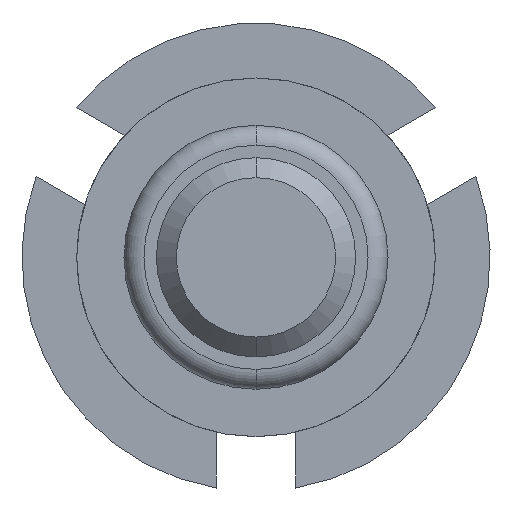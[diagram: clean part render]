
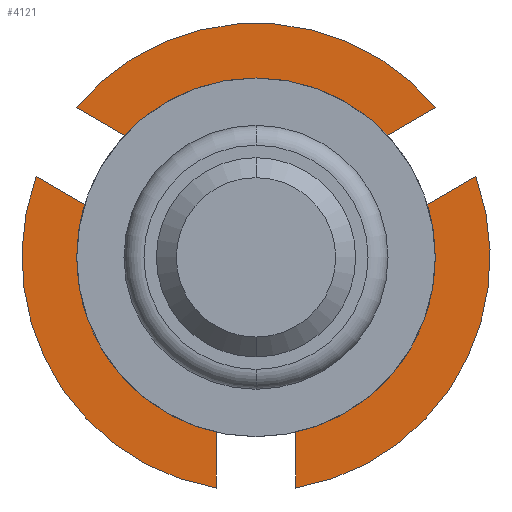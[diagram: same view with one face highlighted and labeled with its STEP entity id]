
A CAD part, front view. The second image highlights one B-rep face of the part: STEP entity #4121.
In plain terms, the highlighted planar face has unit normal (0, -1, 0).
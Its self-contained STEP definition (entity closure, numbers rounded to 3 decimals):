
#3 = VECTOR ( 'NONE', #3118, 1000. ) ;
#5 = DIRECTION ( 'NONE',  ( 0.5, 0., 0.866 ) ) ;
#9 = CIRCLE ( 'NONE', #369, 2.35 ) ;
#41 = CARTESIAN_POINT ( 'NONE',  ( -0.4, 5.5, -2.316 ) ) ;
#113 = FACE_OUTER_BOUND ( 'NONE', #2109, .T. ) ;
#134 = EDGE_CURVE ( 'Defeature ausgef�hrt4_30+Defeature ausgef�hrt4_26+Defeature ausgef�hrt4_27+Defeature ausgef�hrt4_29', #957, #3607, #3968, .T. ) ;
#193 = VERTEX_POINT ( 'NONE', #1911 ) ;
#255 = EDGE_CURVE ( 'Defeature ausgef�hrt4_36+Defeature ausgef�hrt4_26+Defeature ausgef�hrt4_37+Defeature ausgef�hrt4_35', #1690, #1011, #2535, .T. ) ;
#272 = CARTESIAN_POINT ( 'NONE',  ( 1.805, 5.5, 1.504 ) ) ;
#315 = CARTESIAN_POINT ( 'NONE',  ( 0., 5.5, 0. ) ) ;
#326 = CARTESIAN_POINT ( 'NONE',  ( 0.4, 5.5, -2.316 ) ) ;
#331 = EDGE_CURVE ( 'Defeature ausgef�hrt4_34+Defeature ausgef�hrt4_26+Defeature ausgef�hrt4_35+Defeature ausgef�hrt4_43', #2949, #4158, #3453, .T. ) ;
#369 = AXIS2_PLACEMENT_3D ( 'NONE', #1849, #3939, #2235 ) ;
#394 = EDGE_CURVE ( 'Defeature ausgef�hrt4_37+Defeature ausgef�hrt4_26+Defeature ausgef�hrt4_20+Defeature ausgef�hrt4_36', #942, #1690, #1649, .T. ) ;
#483 = ORIENTED_EDGE ( 'NONE', *, *, #394, .F. ) ;
#528 = CARTESIAN_POINT ( 'NONE',  ( 0., 5.5, -1.6 ) ) ;
#543 = ORIENTED_EDGE ( 'NONE', *, *, #941, .F. ) ;
#597 = ORIENTED_EDGE ( 'NONE', *, *, #255, .F. ) ;
#672 = DIRECTION ( 'NONE',  ( -0.839, 0., -0.545 ) ) ;
#745 = CARTESIAN_POINT ( 'NONE',  ( 0.2, 5.5, -0.346 ) ) ;
#775 = VECTOR ( 'NONE', #1816, 1000. ) ;
#904 = DIRECTION ( 'NONE',  ( -0.866, 0., 0.5 ) ) ;
#924 = VECTOR ( 'NONE', #904, 1000. ) ;
#931 = DIRECTION ( 'NONE',  ( 0.866, 0., -0.5 ) ) ;
#941 = EDGE_CURVE ( 'Defeature ausgef�hrt4_42+Defeature ausgef�hrt4_26+Defeature ausgef�hrt4_43+Defeature ausgef�hrt4_41', #3313, #2303, #1006, .T. ) ;
#942 = VERTEX_POINT ( 'NONE', #326 ) ;
#957 = VERTEX_POINT ( 'NONE', #2146 ) ;
#997 = CARTESIAN_POINT ( 'NONE',  ( -1.386, 5.5, 0.8 ) ) ;
#1006 = LINE ( 'NONE', #997, #1912 ) ;
#1011 = VERTEX_POINT ( 'NONE', #2480 ) ;
#1012 = DIRECTION ( 'NONE',  ( 0., 1., 0. ) ) ;
#1054 = CARTESIAN_POINT ( 'NONE',  ( 0., 5.5, 1.075 ) ) ;
#1114 = CARTESIAN_POINT ( 'NONE',  ( 1.386, 5.5, 0.8 ) ) ;
#1141 = CARTESIAN_POINT ( 'NONE',  ( 0., 5.5, -1.075 ) ) ;
#1160 = LINE ( 'NONE', #1114, #2932 ) ;
#1190 = EDGE_CURVE ( 'Defeature ausgef�hrt4_40+Defeature ausgef�hrt4_26+Defeature ausgef�hrt4_19+Defeature ausgef�hrt4_39', #3280, #193, #1905, .T. ) ;
#1198 = DIRECTION ( 'NONE',  ( -1., 0., 0. ) ) ;
#1215 = AXIS2_PLACEMENT_3D ( 'NONE', #3415, #4375, #2333 ) ;
#1233 = DIRECTION ( 'NONE',  ( 0.839, 0., 0.545 ) ) ;
#1250 = DIRECTION ( 'NONE',  ( -0.839, 0., 0.545 ) ) ;
#1282 = CARTESIAN_POINT ( 'NONE',  ( -2.205, 5.5, 0.811 ) ) ;
#1302 = LINE ( 'NONE', #3012, #2204 ) ;
#1308 = CARTESIAN_POINT ( 'NONE',  ( 0.4, 5.5, -1.6 ) ) ;
#1361 = FACE_BOUND ( 'NONE', #2347, .T. ) ;
#1451 = VERTEX_POINT ( 'NONE', #4276 ) ;
#1469 = LINE ( 'NONE', #745, #3 ) ;
#1510 = DIRECTION ( 'NONE',  ( 0.5, 0., -0.866 ) ) ;
#1545 = PLANE ( 'NONE',  #1215 ) ;
#1594 = CARTESIAN_POINT ( 'NONE',  ( -1.586, 5.5, 0.454 ) ) ;
#1649 = LINE ( 'NONE', #2003, #2288 ) ;
#1673 = ORIENTED_EDGE ( 'NONE', *, *, #4148, .F. ) ;
#1681 = DIRECTION ( 'NONE',  ( 0., 1., 0. ) ) ;
#1690 = VERTEX_POINT ( 'NONE', #1308 ) ;
#1724 = ORIENTED_EDGE ( 'NONE', *, *, #2810, .F. ) ;
#1729 = VECTOR ( 'NONE', #1198, 1000. ) ;
#1772 = VERTEX_POINT ( 'NONE', #1054 ) ;
#1816 = DIRECTION ( 'NONE',  ( 0.839, 0., -0.545 ) ) ;
#1848 = ORIENTED_EDGE ( 'NONE', *, *, #4095, .F. ) ;
#1849 = CARTESIAN_POINT ( 'NONE',  ( 0., 5.5, 0. ) ) ;
#1873 = CARTESIAN_POINT ( 'NONE',  ( 1.655, 5.5, 0. ) ) ;
#1905 = LINE ( 'NONE', #2293, #3837 ) ;
#1911 = CARTESIAN_POINT ( 'NONE',  ( 1.186, 5.5, 1.146 ) ) ;
#1912 = VECTOR ( 'NONE', #5, 1000. ) ;
#1914 = ORIENTED_EDGE ( 'NONE', *, *, #2793, .F. ) ;
#1978 = EDGE_CURVE ( 'Defeature ausgef�hrt4_39+Defeature ausgef�hrt4_26+Defeature ausgef�hrt4_40+Defeature ausgef�hrt4_38', #193, #1451, #1160, .T. ) ;
#2003 = CARTESIAN_POINT ( 'NONE',  ( 0.4, 5.5, 0. ) ) ;
#2036 = DIRECTION ( 'NONE',  ( 0., 0., -1. ) ) ;
#2050 = VECTOR ( 'NONE', #931, 1000. ) ;
#2109 = EDGE_LOOP ( 'NONE', ( #3256, #543, #1673, #3436, #4202, #597, #483, #1914, #2695, #3149, #3637, #3636 ) ) ;
#2146 = CARTESIAN_POINT ( 'NONE',  ( -1.655, 5.5, 0. ) ) ;
#2155 = VECTOR ( 'NONE', #1233, 1000. ) ;
#2201 = VERTEX_POINT ( 'NONE', #3287 ) ;
#2204 = VECTOR ( 'NONE', #1250, 1000. ) ;
#2235 = DIRECTION ( 'NONE',  ( 0., 0., -1. ) ) ;
#2288 = VECTOR ( 'NONE', #3456, 1000. ) ;
#2293 = CARTESIAN_POINT ( 'NONE',  ( -0.2, 5.5, 0.346 ) ) ;
#2303 = VERTEX_POINT ( 'NONE', #4058 ) ;
#2333 = DIRECTION ( 'NONE',  ( 0., 0., -1. ) ) ;
#2347 = EDGE_LOOP ( 'NONE', ( #3421, #1848, #2486, #1724 ) ) ;
#2440 = AXIS2_PLACEMENT_3D ( 'NONE', #3400, #1012, #3689 ) ;
#2480 = CARTESIAN_POINT ( 'NONE',  ( -0.4, 5.5, -1.6 ) ) ;
#2486 = ORIENTED_EDGE ( 'NONE', *, *, #134, .F. ) ;
#2535 = LINE ( 'NONE', #528, #1729 ) ;
#2549 = VECTOR ( 'NONE', #672, 1000. ) ;
#2600 = CARTESIAN_POINT ( 'NONE',  ( -0.4, 5.5, 0. ) ) ;
#2695 = ORIENTED_EDGE ( 'NONE', *, *, #3448, .F. ) ;
#2703 = EDGE_CURVE ( 'Defeature ausgef�hrt4_19+Defeature ausgef�hrt4_26+Defeature ausgef�hrt4_41+Defeature ausgef�hrt4_40', #2201, #3280, #9, .T. ) ;
#2729 = CARTESIAN_POINT ( 'NONE',  ( -1.655, 5.5, 0. ) ) ;
#2773 = LINE ( 'NONE', #2729, #2549 ) ;
#2793 = EDGE_CURVE ( 'Defeature ausgef�hrt4_20+Defeature ausgef�hrt4_26+Defeature ausgef�hrt4_38+Defeature ausgef�hrt4_37', #4107, #942, #4243, .T. ) ;
#2810 = EDGE_CURVE ( 'Defeature ausgef�hrt4_27+Defeature ausgef�hrt4_26+Defeature ausgef�hrt4_28+Defeature ausgef�hrt4_30', #1772, #957, #2773, .T. ) ;
#2860 = LINE ( 'NONE', #3338, #924 ) ;
#2902 = CARTESIAN_POINT ( 'NONE',  ( 0., 5.5, -1.075 ) ) ;
#2932 = VECTOR ( 'NONE', #1510, 1000. ) ;
#2949 = VERTEX_POINT ( 'NONE', #41 ) ;
#3012 = CARTESIAN_POINT ( 'NONE',  ( 0., 5.5, 1.075 ) ) ;
#3080 = VECTOR ( 'NONE', #3281, 1000. ) ;
#3118 = DIRECTION ( 'NONE',  ( 0.866, 0., 0.5 ) ) ;
#3149 = ORIENTED_EDGE ( 'NONE', *, *, #1978, .F. ) ;
#3256 = ORIENTED_EDGE ( 'NONE', *, *, #4163, .F. ) ;
#3280 = VERTEX_POINT ( 'NONE', #272 ) ;
#3281 = DIRECTION ( 'NONE',  ( 0., 0., -1. ) ) ;
#3287 = CARTESIAN_POINT ( 'NONE',  ( -1.805, 5.5, 1.504 ) ) ;
#3313 = VERTEX_POINT ( 'NONE', #1594 ) ;
#3338 = CARTESIAN_POINT ( 'NONE',  ( 0.2, 5.5, 0.346 ) ) ;
#3400 = CARTESIAN_POINT ( 'NONE',  ( 0., 5.5, 0. ) ) ;
#3413 = CARTESIAN_POINT ( 'NONE',  ( 1.655, 5.5, 0. ) ) ;
#3415 = CARTESIAN_POINT ( 'NONE',  ( 0., 5.5, 0. ) ) ;
#3421 = ORIENTED_EDGE ( 'NONE', *, *, #4178, .F. ) ;
#3436 = ORIENTED_EDGE ( 'NONE', *, *, #331, .F. ) ;
#3448 = EDGE_CURVE ( 'Defeature ausgef�hrt4_38+Defeature ausgef�hrt4_26+Defeature ausgef�hrt4_39+Defeature ausgef�hrt4_20', #1451, #4107, #1469, .T. ) ;
#3453 = CIRCLE ( 'NONE', #3558, 2.35 ) ;
#3456 = DIRECTION ( 'NONE',  ( 0., 0., 1. ) ) ;
#3558 = AXIS2_PLACEMENT_3D ( 'NONE', #315, #1681, #2036 ) ;
#3607 = VERTEX_POINT ( 'NONE', #2902 ) ;
#3636 = ORIENTED_EDGE ( 'NONE', *, *, #2703, .F. ) ;
#3637 = ORIENTED_EDGE ( 'NONE', *, *, #1190, .F. ) ;
#3654 = LINE ( 'NONE', #2600, #3080 ) ;
#3689 = DIRECTION ( 'NONE',  ( 0., 0., -1. ) ) ;
#3837 = VECTOR ( 'NONE', #3966, 1000. ) ;
#3916 = LINE ( 'NONE', #1873, #2155 ) ;
#3939 = DIRECTION ( 'NONE',  ( 0., 1., 0. ) ) ;
#3949 = CARTESIAN_POINT ( 'NONE',  ( 2.205, 5.5, 0.811 ) ) ;
#3966 = DIRECTION ( 'NONE',  ( -0.866, 0., -0.5 ) ) ;
#3968 = LINE ( 'NONE', #1141, #775 ) ;
#4058 = CARTESIAN_POINT ( 'NONE',  ( -1.186, 5.5, 1.146 ) ) ;
#4062 = EDGE_CURVE ( 'Defeature ausgef�hrt4_35+Defeature ausgef�hrt4_26+Defeature ausgef�hrt4_36+Defeature ausgef�hrt4_34', #1011, #2949, #3654, .T. ) ;
#4095 = EDGE_CURVE ( 'Defeature ausgef�hrt4_29+Defeature ausgef�hrt4_26+Defeature ausgef�hrt4_30+Defeature ausgef�hrt4_28', #3607, #4297, #3916, .T. ) ;
#4107 = VERTEX_POINT ( 'NONE', #3949 ) ;
#4121 = ADVANCED_FACE ( 'Defeature ausgef�hrt4_26', ( #113, #1361 ), #1545, .T. ) ;
#4127 = LINE ( 'NONE', #4359, #2050 ) ;
#4148 = EDGE_CURVE ( 'Defeature ausgef�hrt4_43+Defeature ausgef�hrt4_26+Defeature ausgef�hrt4_34+Defeature ausgef�hrt4_42', #4158, #3313, #4127, .T. ) ;
#4158 = VERTEX_POINT ( 'NONE', #1282 ) ;
#4163 = EDGE_CURVE ( 'Defeature ausgef�hrt4_41+Defeature ausgef�hrt4_26+Defeature ausgef�hrt4_42+Defeature ausgef�hrt4_19', #2303, #2201, #2860, .T. ) ;
#4178 = EDGE_CURVE ( 'Defeature ausgef�hrt4_28+Defeature ausgef�hrt4_26+Defeature ausgef�hrt4_29+Defeature ausgef�hrt4_27', #4297, #1772, #1302, .T. ) ;
#4202 = ORIENTED_EDGE ( 'NONE', *, *, #4062, .F. ) ;
#4243 = CIRCLE ( 'NONE', #2440, 2.35 ) ;
#4276 = CARTESIAN_POINT ( 'NONE',  ( 1.586, 5.5, 0.454 ) ) ;
#4297 = VERTEX_POINT ( 'NONE', #3413 ) ;
#4359 = CARTESIAN_POINT ( 'NONE',  ( -0.2, 5.5, -0.346 ) ) ;
#4375 = DIRECTION ( 'NONE',  ( 0., -1., 0. ) ) ;
